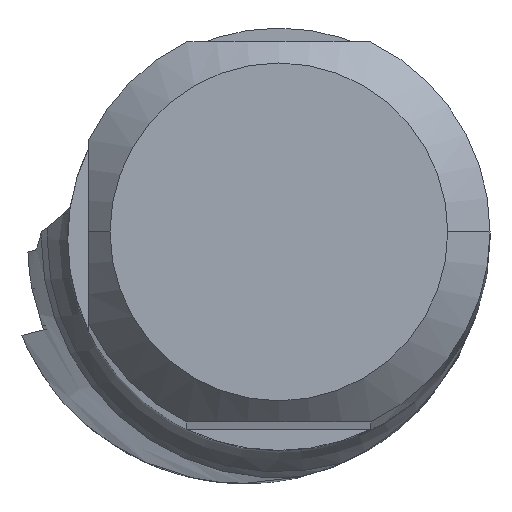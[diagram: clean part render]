
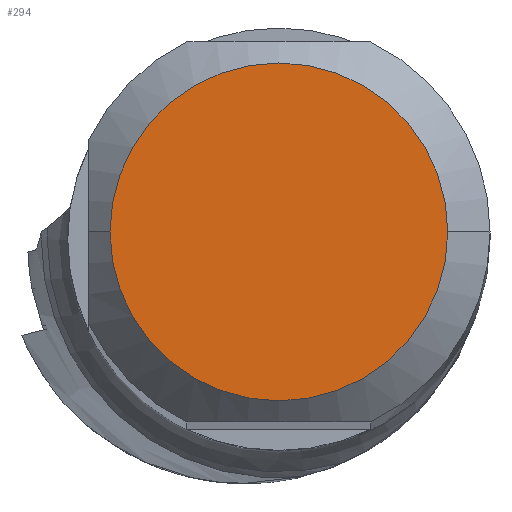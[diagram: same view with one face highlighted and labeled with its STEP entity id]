
A CAD part, top view. The second image highlights one B-rep face of the part: STEP entity #294.
In plain terms, the highlighted planar face has unit normal (0, 0, 1).
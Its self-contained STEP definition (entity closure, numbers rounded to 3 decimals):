
#98=PLANE('',#1469);
#294=ADVANCED_FACE('',(#373),#98,.T.);
#373=FACE_OUTER_BOUND('',#442,.T.);
#442=EDGE_LOOP('',(#782,#783,#784,#785));
#507=CIRCLE('',#1461,4.);
#508=CIRCLE('',#1462,4.);
#509=CIRCLE('',#1464,4.);
#510=CIRCLE('',#1465,4.);
#782=ORIENTED_EDGE('',*,*,#1188,.T.);
#783=ORIENTED_EDGE('',*,*,#1192,.T.);
#784=ORIENTED_EDGE('',*,*,#1191,.T.);
#785=ORIENTED_EDGE('',*,*,#1189,.T.);
#1018=VERTEX_POINT('',#2362);
#1019=VERTEX_POINT('',#2364);
#1020=VERTEX_POINT('',#2366);
#1021=VERTEX_POINT('',#2370);
#1188=EDGE_CURVE('',#1019,#1018,#507,.T.);
#1189=EDGE_CURVE('',#1020,#1019,#508,.T.);
#1191=EDGE_CURVE('',#1021,#1020,#509,.T.);
#1192=EDGE_CURVE('',#1018,#1021,#510,.T.);
#1461=AXIS2_PLACEMENT_3D('',#2363,#1747,#1748);
#1462=AXIS2_PLACEMENT_3D('',#2365,#1749,#1750);
#1464=AXIS2_PLACEMENT_3D('',#2369,#1754,#1755);
#1465=AXIS2_PLACEMENT_3D('',#2371,#1756,#1757);
#1469=AXIS2_PLACEMENT_3D('',#2385,#1765,#1766);
#1747=DIRECTION('',(0.,0.,1.));
#1748=DIRECTION('',(0.,-1.,0.));
#1749=DIRECTION('',(0.,0.,1.));
#1750=DIRECTION('',(-1.,0.,0.));
#1754=DIRECTION('',(0.,0.,1.));
#1755=DIRECTION('',(0.,1.,0.));
#1756=DIRECTION('',(0.,0.,1.));
#1757=DIRECTION('',(1.,0.,0.));
#1765=DIRECTION('',(0.,0.,1.));
#1766=DIRECTION('',(1.,0.,0.));
#2362=CARTESIAN_POINT('',(4.,0.,0.));
#2363=CARTESIAN_POINT('',(0.,0.,0.));
#2364=CARTESIAN_POINT('',(0.,-4.,0.));
#2365=CARTESIAN_POINT('',(0.,0.,0.));
#2366=CARTESIAN_POINT('',(-4.,0.,0.));
#2369=CARTESIAN_POINT('',(0.,0.,0.));
#2370=CARTESIAN_POINT('',(0.,4.,0.));
#2371=CARTESIAN_POINT('',(0.,0.,0.));
#2385=CARTESIAN_POINT('',(0.,0.,0.));
